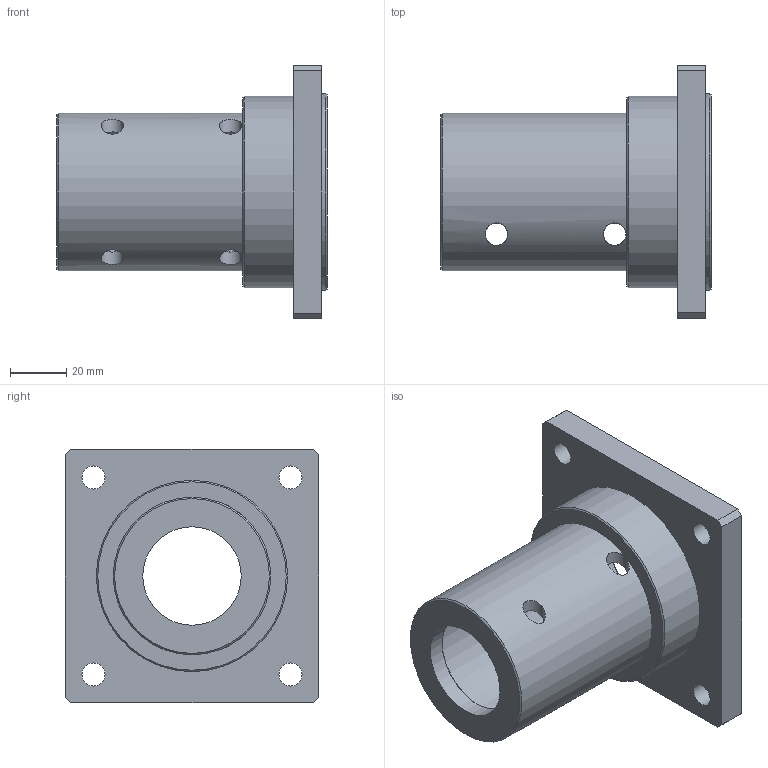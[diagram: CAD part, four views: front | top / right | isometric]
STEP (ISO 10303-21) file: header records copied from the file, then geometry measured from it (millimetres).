
FILE_DESCRIPTION(/* description */ (''),/* implementation_level */ '2;1');
FILE_NAME(/* name */ 'VK MTJ110 42 X 42 GESM1924.stp',/* time_stamp */ '2015-08-21T13:10:06+01:00',/* author */ ('Hypex'),/* organization */ ('Hypex'),/* preprocessor_version */ 'ST-DEVELOPER v15.2',/* originating_system */ 'Autodesk Inventor 2014',/* authorisation */ '');
FILE_SCHEMA (('AUTOMOTIVE_DESIGN { 1 0 10303 214 3 1 1 }'));
Length unit declared in the file: millimetre
Products named in the file (1): VK MTJ110 42 X 42 GESM1924
Bounding box: 96 x 90 x 90 mm (x, y, z)
Volume: 143784.3 mm3; surface area: 49804.7 mm2
Topology: 1 solids, 2 shells, 58 faces, 141 edges, 90 vertices
Faces by surface type: cylinder 23, plane 19, cone 16
Full cylindrical faces by diameter (mm): 3.242 x4, 4.2 x4, 8 x4, 8.2 x4, 35 x1, 48 x2, 56 x1, 68 x2, 70 x1
Entity records: 1736 total; most frequent: CARTESIAN_POINT 499, DIRECTION 246, ORIENTED_EDGE 168, EDGE_LOOP 120, AXIS2_PLACEMENT_3D 111, EDGE_CURVE 84, VERTEX_POINT 72, FACE_BOUND 68
